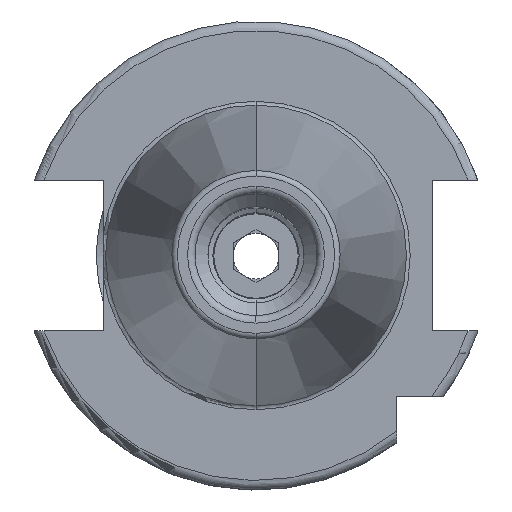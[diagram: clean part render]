
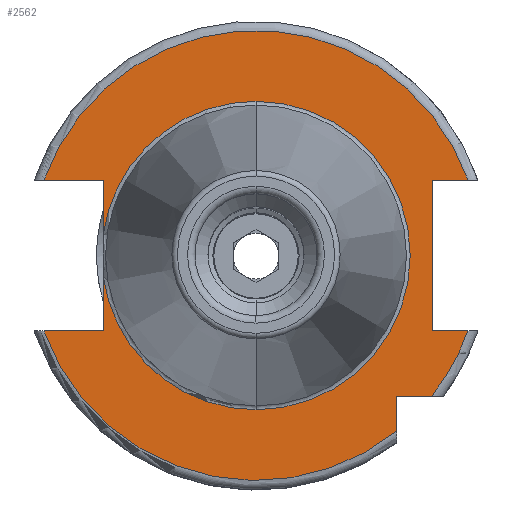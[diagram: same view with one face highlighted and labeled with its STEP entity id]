
A CAD part, top view. The second image highlights one B-rep face of the part: STEP entity #2562.
In plain terms, the highlighted planar face has unit normal (0, 0, 1).
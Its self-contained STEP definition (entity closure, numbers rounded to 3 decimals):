
#673=CARTESIAN_POINT('',(0,0,15.9));
#674=DIRECTION('',(0,0,1));
#675=DIRECTION('',(0.942,0.335,0));
#676=AXIS2_PLACEMENT_3D('',#673,#674,#675);
#724=CARTESIAN_POINT('',(0,0,15.9));
#725=DIRECTION('',(0,0,1));
#726=DIRECTION('',(-0.942,-0.335,0));
#727=AXIS2_PLACEMENT_3D('',#724,#725,#726);
#740=DIRECTION('',(1,0,0));
#741=VECTOR('',#740,6.31);
#742=CARTESIAN_POINT('',(-22.61,-8.05,15.9));
#743=LINE('',#742,#741);
#744=DIRECTION('',(0,1,0));
#745=VECTOR('',#744,5.834);
#746=CARTESIAN_POINT('',(-16.3,-8.05,15.9));
#747=LINE('',#746,#745);
#748=DIRECTION('',(0,1,0));
#749=VECTOR('',#748,5.834);
#750=CARTESIAN_POINT('',(-16.3,2.216,15.9));
#751=LINE('',#750,#749);
#752=DIRECTION('',(1,0,0));
#753=VECTOR('',#752,6.31);
#754=CARTESIAN_POINT('',(-22.61,8.05,15.9));
#755=LINE('',#754,#753);
#756=DIRECTION('',(-1,0,0));
#757=VECTOR('',#756,3.81);
#758=CARTESIAN_POINT('',(22.61,8.05,15.9));
#759=LINE('',#758,#757);
#760=DIRECTION('',(0,-1,0));
#761=VECTOR('',#760,16.1);
#762=CARTESIAN_POINT('',(18.8,8.05,15.9));
#763=LINE('',#762,#761);
#764=DIRECTION('',(-1,0,0));
#765=VECTOR('',#764,3.81);
#766=CARTESIAN_POINT('',(22.61,-8.05,15.9));
#767=LINE('',#766,#765);
#768=CARTESIAN_POINT('',(0,0,15.9));
#769=DIRECTION('',(0,0,1));
#770=DIRECTION('',(0.781,-0.625,0));
#771=AXIS2_PLACEMENT_3D('',#768,#769,#770);
#773=DIRECTION('',(-1,0,0));
#774=VECTOR('',#773,3.735);
#775=CARTESIAN_POINT('',(18.735,-15,15.9));
#776=LINE('',#775,#774);
#777=DIRECTION('',(0,1,0));
#778=VECTOR('',#777,3.735);
#779=CARTESIAN_POINT('',(15,-18.735,15.9));
#780=LINE('',#779,#778);
#796=CARTESIAN_POINT('',(0,0,15.9));
#797=DIRECTION('',(0,0,1));
#798=DIRECTION('',(0,1,0));
#799=AXIS2_PLACEMENT_3D('',#796,#797,#798);
#811=CARTESIAN_POINT('',(0,0,15.9));
#812=DIRECTION('',(0,0,1));
#813=DIRECTION('',(-0.991,-0.135,0));
#814=AXIS2_PLACEMENT_3D('',#811,#812,#813);
#816=CARTESIAN_POINT('',(0,0,15.9));
#817=DIRECTION('',(0,0,-1));
#818=DIRECTION('',(0,1,0));
#819=AXIS2_PLACEMENT_3D('',#816,#817,#818);
#1582=CARTESIAN_POINT('',(0,16.45,15.9));
#1584=VERTEX_POINT('',#1582);
#1604=CARTESIAN_POINT('',(0,-16.45,15.9));
#1606=VERTEX_POINT('',#1604);
#1708=CARTESIAN_POINT('',(-22.61,-8.05,15.9));
#1709=CARTESIAN_POINT('',(-16.3,-8.05,15.9));
#1710=VERTEX_POINT('',#1708);
#1711=VERTEX_POINT('',#1709);
#1712=CARTESIAN_POINT('',(-16.3,-2.216,15.9));
#1713=VERTEX_POINT('',#1712);
#1714=CARTESIAN_POINT('',(-16.3,2.216,15.9));
#1715=CARTESIAN_POINT('',(-16.3,8.05,15.9));
#1716=VERTEX_POINT('',#1714);
#1717=VERTEX_POINT('',#1715);
#1718=CARTESIAN_POINT('',(-22.61,8.05,15.9));
#1719=VERTEX_POINT('',#1718);
#1720=CARTESIAN_POINT('',(18.8,8.05,15.9));
#1721=CARTESIAN_POINT('',(18.8,-8.05,15.9));
#1722=VERTEX_POINT('',#1720);
#1723=VERTEX_POINT('',#1721);
#1724=CARTESIAN_POINT('',(22.61,-8.05,15.9));
#1725=VERTEX_POINT('',#1724);
#1726=CARTESIAN_POINT('',(22.61,8.05,15.9));
#1727=VERTEX_POINT('',#1726);
#1728=CARTESIAN_POINT('',(15,-18.735,15.9));
#1729=CARTESIAN_POINT('',(15,-15,15.9));
#1730=VERTEX_POINT('',#1728);
#1731=VERTEX_POINT('',#1729);
#1732=CARTESIAN_POINT('',(18.735,-15,15.9));
#1733=VERTEX_POINT('',#1732);
#2534=CARTESIAN_POINT('',(0,0,15.9));
#2535=DIRECTION('',(0,0,-1));
#2536=DIRECTION('',(0,-1,0));
#2537=AXIS2_PLACEMENT_3D('',#2534,#2535,#2536);
#2538=PLANE('',#2537);
#2540=ORIENTED_EDGE('',*,*,#2539,.T.);
#2541=ORIENTED_EDGE('',*,*,#2025,.T.);
#2543=ORIENTED_EDGE('',*,*,#2542,.T.);
#2545=ORIENTED_EDGE('',*,*,#2544,.F.);
#2547=ORIENTED_EDGE('',*,*,#2546,.T.);
#2548=ORIENTED_EDGE('',*,*,#2021,.T.);
#2549=ORIENTED_EDGE('',*,*,#2068,.F.);
#2550=ORIENTED_EDGE('',*,*,#2511,.F.);
#2552=ORIENTED_EDGE('',*,*,#2551,.T.);
#2554=ORIENTED_EDGE('',*,*,#2553,.T.);
#2555=ORIENTED_EDGE('',*,*,#2140,.F.);
#2556=ORIENTED_EDGE('',*,*,#2501,.F.);
#2557=ORIENTED_EDGE('',*,*,#2198,.T.);
#2558=ORIENTED_EDGE('',*,*,#2241,.F.);
#2559=ORIENTED_EDGE('',*,*,#2528,.F.);
#2560=EDGE_LOOP('',(#2540,#2541,#2543,#2545,#2547,#2548,#2549,#2550,#2552,#2554,
#2555,#2556,#2557,#2558,#2559));
#2561=FACE_OUTER_BOUND('',#2560,.F.);
#2562=ADVANCED_FACE('',(#2561),#2538,.F.);
#677=CIRCLE('',#676,24);
#728=CIRCLE('',#727,24);
#772=CIRCLE('',#771,24);
#800=CIRCLE('',#799,16.45);
#815=CIRCLE('',#814,16.45);
#820=CIRCLE('',#819,16.45);
#2021=EDGE_CURVE('',#1716,#1717,#751,.T.);
#2025=EDGE_CURVE('',#1711,#1713,#747,.T.);
#2068=EDGE_CURVE('',#1719,#1717,#755,.T.);
#2140=EDGE_CURVE('',#1725,#1723,#767,.T.);
#2198=EDGE_CURVE('',#1733,#1731,#776,.T.);
#2241=EDGE_CURVE('',#1730,#1731,#780,.T.);
#2501=EDGE_CURVE('',#1733,#1725,#772,.T.);
#2511=EDGE_CURVE('',#1727,#1719,#677,.T.);
#2528=EDGE_CURVE('',#1710,#1730,#728,.T.);
#2539=EDGE_CURVE('',#1710,#1711,#743,.T.);
#2542=EDGE_CURVE('',#1713,#1606,#815,.T.);
#2544=EDGE_CURVE('',#1584,#1606,#820,.T.);
#2546=EDGE_CURVE('',#1584,#1716,#800,.T.);
#2551=EDGE_CURVE('',#1727,#1722,#759,.T.);
#2553=EDGE_CURVE('',#1722,#1723,#763,.T.);
